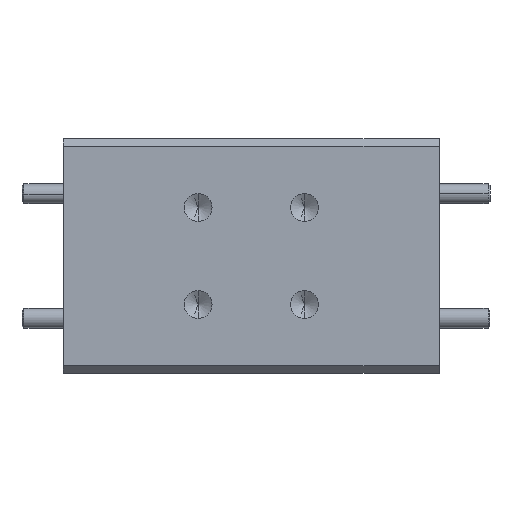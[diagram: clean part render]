
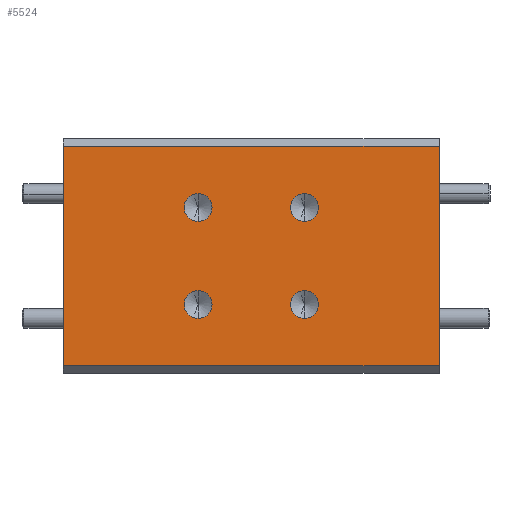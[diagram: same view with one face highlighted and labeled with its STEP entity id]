
A CAD part, front view. The second image highlights one B-rep face of the part: STEP entity #5524.
In plain terms, the highlighted planar face has unit normal (0, -1, 0).
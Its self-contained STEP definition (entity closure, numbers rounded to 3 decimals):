
#171 = ORIENTED_EDGE ( 'NONE', *, *, #4549, .T. ) ;
#429 = VERTEX_POINT ( 'NONE', #487 ) ;
#487 = CARTESIAN_POINT ( 'NONE',  ( 15.24, 0., -8.89 ) ) ;
#762 = DIRECTION ( 'NONE',  ( -1., 0., 0. ) ) ;
#862 = CARTESIAN_POINT ( 'NONE',  ( 4.318, 0., 3.937 ) ) ;
#999 = CIRCLE ( 'NONE', #6093, 1.13 ) ;
#1017 = AXIS2_PLACEMENT_3D ( 'NONE', #7167, #7119, #11499 ) ;
#1299 = CARTESIAN_POINT ( 'NONE',  ( -4.318, 0., -3.937 ) ) ;
#1381 = DIRECTION ( 'NONE',  ( 0., 0., -1. ) ) ;
#1390 = EDGE_LOOP ( 'NONE', ( #12243, #171, #13646, #6281 ) ) ;
#1603 = VECTOR ( 'NONE', #13084, 1000. ) ;
#1660 = DIRECTION ( 'NONE',  ( 0., 0., -1. ) ) ;
#1699 = DIRECTION ( 'NONE',  ( 0., 0., -1. ) ) ;
#1747 = CARTESIAN_POINT ( 'NONE',  ( -4.318, 0., 3.937 ) ) ;
#2449 = VERTEX_POINT ( 'NONE', #5113 ) ;
#2520 = CIRCLE ( 'NONE', #12115, 1.13 ) ;
#2532 = EDGE_LOOP ( 'NONE', ( #13370, #14264 ) ) ;
#2707 = CARTESIAN_POINT ( 'NONE',  ( 0., 0., 0. ) ) ;
#2835 = VERTEX_POINT ( 'NONE', #12475 ) ;
#2885 = EDGE_CURVE ( 'NONE', #8359, #3094, #9009, .T. ) ;
#3019 = EDGE_CURVE ( 'NONE', #11070, #9239, #14209, .T. ) ;
#3094 = VERTEX_POINT ( 'NONE', #6203 ) ;
#3096 = CARTESIAN_POINT ( 'NONE',  ( 15.24, 0., -8.89 ) ) ;
#3120 = EDGE_CURVE ( 'NONE', #2835, #2449, #3285, .T. ) ;
#3223 = EDGE_CURVE ( 'NONE', #10480, #5502, #11438, .T. ) ;
#3285 = LINE ( 'NONE', #10812, #10734 ) ;
#3875 = DIRECTION ( 'NONE',  ( 0., -1., 0. ) ) ;
#4269 = AXIS2_PLACEMENT_3D ( 'NONE', #2707, #9427, #10465 ) ;
#4270 = DIRECTION ( 'NONE',  ( 0., 0., -1. ) ) ;
#4290 = ORIENTED_EDGE ( 'NONE', *, *, #4511, .F. ) ;
#4359 = CARTESIAN_POINT ( 'NONE',  ( 4.318, 0., -3.937 ) ) ;
#4452 = CARTESIAN_POINT ( 'NONE',  ( 4.318, 0., 2.807 ) ) ;
#4478 = EDGE_CURVE ( 'NONE', #12789, #2449, #7308, .T. ) ;
#4511 = EDGE_CURVE ( 'NONE', #3094, #8359, #6975, .T. ) ;
#4549 = EDGE_CURVE ( 'NONE', #2835, #429, #5241, .T. ) ;
#5018 = DIRECTION ( 'NONE',  ( 0., -1., 0. ) ) ;
#5087 = CARTESIAN_POINT ( 'NONE',  ( -15.24, 0., 8.89 ) ) ;
#5113 = CARTESIAN_POINT ( 'NONE',  ( -15.24, 0., 8.89 ) ) ;
#5241 = LINE ( 'NONE', #3096, #1603 ) ;
#5292 = DIRECTION ( 'NONE',  ( 0., 0., 1. ) ) ;
#5502 = VERTEX_POINT ( 'NONE', #5941 ) ;
#5524 = ADVANCED_FACE ( 'NONE', ( #11678, #7502, #6122, #8715, #5789 ), #6044, .T. ) ;
#5675 = CIRCLE ( 'NONE', #11494, 1.13 ) ;
#5789 = FACE_OUTER_BOUND ( 'NONE', #1390, .T. ) ;
#5941 = CARTESIAN_POINT ( 'NONE',  ( 4.318, 0., -5.067 ) ) ;
#6044 = PLANE ( 'NONE',  #4269 ) ;
#6093 = AXIS2_PLACEMENT_3D ( 'NONE', #13147, #6446, #4270 ) ;
#6122 = FACE_BOUND ( 'NONE', #11967, .T. ) ;
#6203 = CARTESIAN_POINT ( 'NONE',  ( 4.318, 0., 5.067 ) ) ;
#6281 = ORIENTED_EDGE ( 'NONE', *, *, #4478, .T. ) ;
#6295 = CARTESIAN_POINT ( 'NONE',  ( 15.24, 0., 8.89 ) ) ;
#6446 = DIRECTION ( 'NONE',  ( 0., -1., 0. ) ) ;
#6589 = DIRECTION ( 'NONE',  ( 0., -1., 0. ) ) ;
#6738 = DIRECTION ( 'NONE',  ( 0., -1., 0. ) ) ;
#6975 = CIRCLE ( 'NONE', #12884, 1.13 ) ;
#7092 = EDGE_CURVE ( 'NONE', #5502, #10480, #2520, .T. ) ;
#7119 = DIRECTION ( 'NONE',  ( 0., -1., 0. ) ) ;
#7167 = CARTESIAN_POINT ( 'NONE',  ( 4.318, 0., 3.937 ) ) ;
#7212 = CARTESIAN_POINT ( 'NONE',  ( -4.318, 0., 3.937 ) ) ;
#7308 = LINE ( 'NONE', #5087, #8003 ) ;
#7328 = CARTESIAN_POINT ( 'NONE',  ( 4.318, 0., -3.937 ) ) ;
#7429 = CARTESIAN_POINT ( 'NONE',  ( 4.318, 0., -2.807 ) ) ;
#7480 = VERTEX_POINT ( 'NONE', #12089 ) ;
#7502 = FACE_BOUND ( 'NONE', #10495, .T. ) ;
#7557 = VERTEX_POINT ( 'NONE', #7639 ) ;
#7639 = CARTESIAN_POINT ( 'NONE',  ( -4.318, 0., -5.067 ) ) ;
#7793 = VECTOR ( 'NONE', #14353, 1000. ) ;
#8003 = VECTOR ( 'NONE', #762, 1000. ) ;
#8359 = VERTEX_POINT ( 'NONE', #4452 ) ;
#8382 = AXIS2_PLACEMENT_3D ( 'NONE', #1747, #3875, #1660 ) ;
#8649 = CARTESIAN_POINT ( 'NONE',  ( -4.318, 0., 2.807 ) ) ;
#8715 = FACE_BOUND ( 'NONE', #13279, .T. ) ;
#9009 = CIRCLE ( 'NONE', #1017, 1.13 ) ;
#9239 = VERTEX_POINT ( 'NONE', #11507 ) ;
#9416 = DIRECTION ( 'NONE',  ( 0., 0., -1. ) ) ;
#9427 = DIRECTION ( 'NONE',  ( 0., -1., 0. ) ) ;
#9444 = DIRECTION ( 'NONE',  ( 0., -1., 0. ) ) ;
#9509 = ORIENTED_EDGE ( 'NONE', *, *, #3223, .F. ) ;
#9632 = EDGE_CURVE ( 'NONE', #7557, #7480, #999, .T. ) ;
#9732 = DIRECTION ( 'NONE',  ( 0., -1., 0. ) ) ;
#9748 = EDGE_CURVE ( 'NONE', #7480, #7557, #5675, .T. ) ;
#9784 = ORIENTED_EDGE ( 'NONE', *, *, #9748, .F. ) ;
#9895 = CARTESIAN_POINT ( 'NONE',  ( 15.24, 0., 9.525 ) ) ;
#10089 = AXIS2_PLACEMENT_3D ( 'NONE', #4359, #6589, #11011 ) ;
#10256 = CIRCLE ( 'NONE', #13720, 1.13 ) ;
#10465 = DIRECTION ( 'NONE',  ( 0., 0., -1. ) ) ;
#10480 = VERTEX_POINT ( 'NONE', #7429 ) ;
#10495 = EDGE_LOOP ( 'NONE', ( #11019, #4290 ) ) ;
#10734 = VECTOR ( 'NONE', #5292, 1000. ) ;
#10743 = LINE ( 'NONE', #9895, #7793 ) ;
#10812 = CARTESIAN_POINT ( 'NONE',  ( -15.24, 0., 9.525 ) ) ;
#11011 = DIRECTION ( 'NONE',  ( 0., 0., -1. ) ) ;
#11019 = ORIENTED_EDGE ( 'NONE', *, *, #2885, .F. ) ;
#11070 = VERTEX_POINT ( 'NONE', #8649 ) ;
#11438 = CIRCLE ( 'NONE', #10089, 1.13 ) ;
#11494 = AXIS2_PLACEMENT_3D ( 'NONE', #1299, #6738, #1381 ) ;
#11499 = DIRECTION ( 'NONE',  ( 0., 0., -1. ) ) ;
#11507 = CARTESIAN_POINT ( 'NONE',  ( -4.318, 0., 5.067 ) ) ;
#11678 = FACE_BOUND ( 'NONE', #2532, .T. ) ;
#11965 = DIRECTION ( 'NONE',  ( 0., 0., -1. ) ) ;
#11967 = EDGE_LOOP ( 'NONE', ( #13870, #9509 ) ) ;
#12089 = CARTESIAN_POINT ( 'NONE',  ( -4.318, 0., -2.807 ) ) ;
#12115 = AXIS2_PLACEMENT_3D ( 'NONE', #7328, #5018, #9416 ) ;
#12243 = ORIENTED_EDGE ( 'NONE', *, *, #3120, .F. ) ;
#12475 = CARTESIAN_POINT ( 'NONE',  ( -15.24, 0., -8.89 ) ) ;
#12697 = EDGE_CURVE ( 'NONE', #9239, #11070, #10256, .T. ) ;
#12789 = VERTEX_POINT ( 'NONE', #6295 ) ;
#12884 = AXIS2_PLACEMENT_3D ( 'NONE', #862, #9732, #11965 ) ;
#13084 = DIRECTION ( 'NONE',  ( 1., 0., 0. ) ) ;
#13147 = CARTESIAN_POINT ( 'NONE',  ( -4.318, 0., -3.937 ) ) ;
#13279 = EDGE_LOOP ( 'NONE', ( #14222, #9784 ) ) ;
#13370 = ORIENTED_EDGE ( 'NONE', *, *, #3019, .F. ) ;
#13646 = ORIENTED_EDGE ( 'NONE', *, *, #13841, .F. ) ;
#13720 = AXIS2_PLACEMENT_3D ( 'NONE', #7212, #9444, #1699 ) ;
#13841 = EDGE_CURVE ( 'NONE', #12789, #429, #10743, .T. ) ;
#13870 = ORIENTED_EDGE ( 'NONE', *, *, #7092, .F. ) ;
#14209 = CIRCLE ( 'NONE', #8382, 1.13 ) ;
#14222 = ORIENTED_EDGE ( 'NONE', *, *, #9632, .F. ) ;
#14264 = ORIENTED_EDGE ( 'NONE', *, *, #12697, .F. ) ;
#14353 = DIRECTION ( 'NONE',  ( 0., 0., -1. ) ) ;
